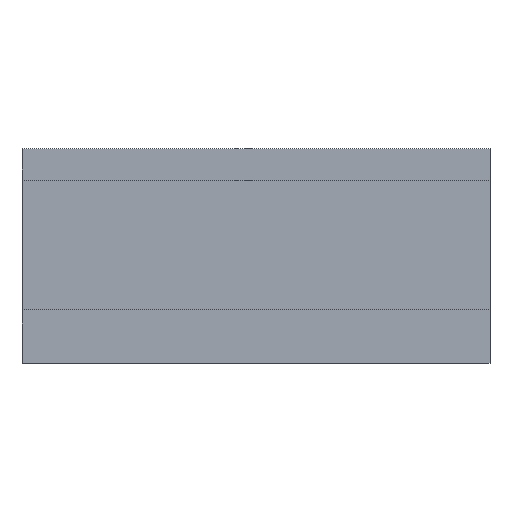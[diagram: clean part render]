
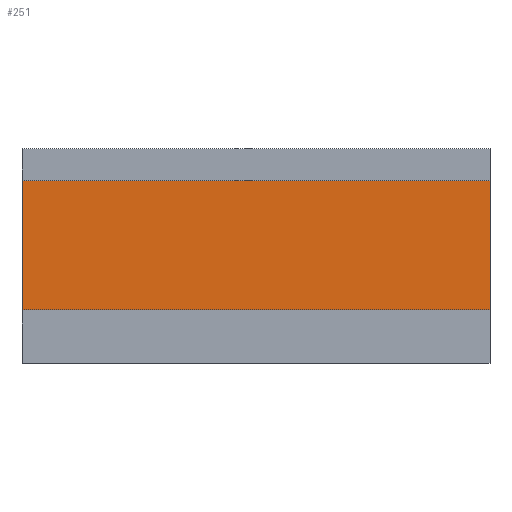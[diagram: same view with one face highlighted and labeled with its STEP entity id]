
A CAD part, top view. The second image highlights one B-rep face of the part: STEP entity #251.
In plain terms, the highlighted planar face has unit normal (0, 0, 1).
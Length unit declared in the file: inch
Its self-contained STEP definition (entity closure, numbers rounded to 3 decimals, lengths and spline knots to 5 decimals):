
#25=FACE_OUTER_BOUND('',#38,.T.);
#38=EDGE_LOOP('',(#208,#209,#210,#211));
#60=LINE('',#390,#93);
#64=LINE('',#399,#97);
#70=LINE('',#410,#103);
#72=LINE('',#413,#105);
#93=VECTOR('',#320,0.3937);
#97=VECTOR('',#328,0.3937);
#103=VECTOR('',#338,0.3937);
#105=VECTOR('',#342,0.3937);
#121=VERTEX_POINT('',#386);
#122=VERTEX_POINT('',#388);
#125=VERTEX_POINT('',#398);
#128=VERTEX_POINT('',#409);
#148=EDGE_CURVE('',#121,#122,#60,.T.);
#152=EDGE_CURVE('',#125,#121,#64,.T.);
#158=EDGE_CURVE('',#128,#125,#70,.T.);
#160=EDGE_CURVE('',#122,#128,#72,.T.);
#208=ORIENTED_EDGE('',*,*,#148,.T.);
#209=ORIENTED_EDGE('',*,*,#160,.T.);
#210=ORIENTED_EDGE('',*,*,#158,.T.);
#211=ORIENTED_EDGE('',*,*,#152,.T.);
#238=PLANE('',#284);
#251=ADVANCED_FACE('',(#25),#238,.T.);
#284=AXIS2_PLACEMENT_3D('',#412,#340,#341);
#320=DIRECTION('',(-1.,0.,0.));
#328=DIRECTION('',(0.,1.,0.));
#338=DIRECTION('',(1.,0.,0.));
#340=DIRECTION('center_axis',(0.,0.,1.));
#341=DIRECTION('ref_axis',(1.,0.,0.));
#342=DIRECTION('',(0.,-1.,0.));
#386=CARTESIAN_POINT('',(0.1625,0.04482,0.048));
#388=CARTESIAN_POINT('',(-0.1625,0.04482,0.048));
#390=CARTESIAN_POINT('',(0.08125,0.04482,0.048));
#398=CARTESIAN_POINT('',(0.1625,-0.04482,0.048));
#399=CARTESIAN_POINT('',(0.1625,0.067,0.048));
#409=CARTESIAN_POINT('',(-0.1625,-0.04482,0.048));
#410=CARTESIAN_POINT('',(0.08125,-0.04482,0.048));
#412=CARTESIAN_POINT('Origin',(0.,0.,
0.048));
#413=CARTESIAN_POINT('',(-0.1625,-0.067,0.048));
